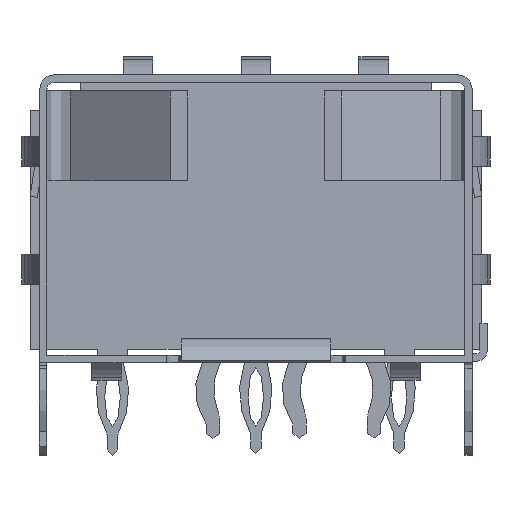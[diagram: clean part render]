
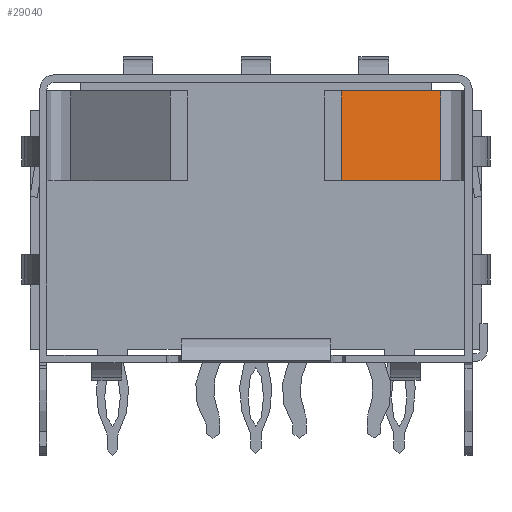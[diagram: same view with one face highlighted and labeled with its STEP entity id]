
A CAD part, left-side view. The second image highlights one B-rep face of the part: STEP entity #29040.
In plain terms, the highlighted face is planar.
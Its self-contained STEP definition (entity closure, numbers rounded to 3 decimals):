
#3514=FACE_OUTER_BOUND($,#4498,.T.);
#4498=EDGE_LOOP($,(#27001,#27002,#27003,#27004));
#7729=LINE($,#51349,#11469);
#7730=LINE($,#51351,#11470);
#7731=LINE($,#51353,#11471);
#7732=LINE($,#51354,#11472);
#11469=VECTOR($,#40198,4.184);
#11470=VECTOR($,#40199,3.);
#11471=VECTOR($,#40200,4.184);
#11472=VECTOR($,#40201,3.);
#16529=VERTEX_POINT($,#51347);
#16530=VERTEX_POINT($,#51348);
#16531=VERTEX_POINT($,#51350);
#16532=VERTEX_POINT($,#51352);
#21765=EDGE_CURVE($,#16529,#16530,#7729,.T.);
#21766=EDGE_CURVE($,#16530,#16531,#7730,.T.);
#21767=EDGE_CURVE($,#16532,#16531,#7731,.T.);
#21768=EDGE_CURVE($,#16529,#16532,#7732,.T.);
#27001=ORIENTED_EDGE($,*,*,#21765,.T.);
#27002=ORIENTED_EDGE($,*,*,#21766,.T.);
#27003=ORIENTED_EDGE($,*,*,#21767,.F.);
#27004=ORIENTED_EDGE($,*,*,#21768,.F.);
#28264=PLANE($,#32923);
#29040=ADVANCED_FACE($,(#3514),#28264,.T.);
#32923=AXIS2_PLACEMENT_3D($,#51346,#40196,#40197);
#40196=DIRECTION('center_axis',(0.604,0.,0.797));
#40197=DIRECTION('ref_axis',(-0.797,0.,0.604));
#40198=DIRECTION($,(-0.797,0.,0.604));
#40199=DIRECTION($,(0.,-1.,0.));
#40200=DIRECTION($,(-0.797,0.,0.604));
#40201=DIRECTION($,(0.,-1.,0.));
#51346=CARTESIAN_POINT('Origin',(6.198,4.3,-23.888));
#51347=CARTESIAN_POINT('',(6.198,4.3,-23.888));
#51348=CARTESIAN_POINT('',(2.864,4.3,-21.36));
#51349=CARTESIAN_POINT($,(6.198,4.3,-23.888));
#51350=CARTESIAN_POINT('',(2.864,1.3,-21.36));
#51351=CARTESIAN_POINT($,(2.864,4.3,-21.36));
#51352=CARTESIAN_POINT('',(6.198,1.3,-23.888));
#51353=CARTESIAN_POINT($,(6.198,1.3,-23.888));
#51354=CARTESIAN_POINT($,(6.198,4.3,-23.888));
